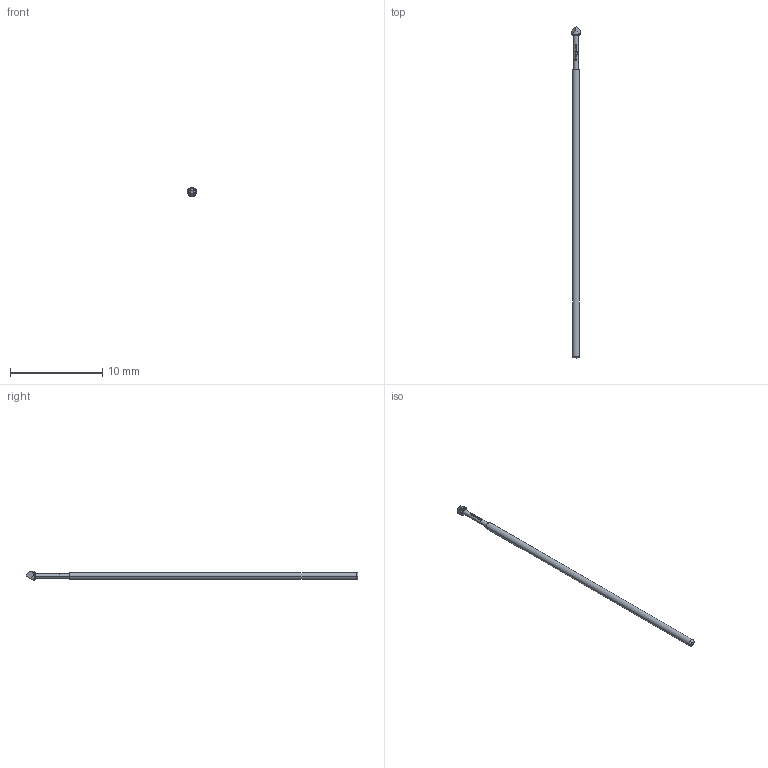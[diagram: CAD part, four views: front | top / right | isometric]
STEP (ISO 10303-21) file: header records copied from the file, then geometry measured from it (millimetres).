
FILE_DESCRIPTION (( 'STEP AP203' ), '1' );
FILE_NAME ('INGUN_UKS-051_307_100_A.STEP', '2022-05-19T07:30:40', ( 'ochi' ), ( '' ), 'SwSTEP 2.0', 'SolidWorks 2018', '' );
FILE_SCHEMA (( 'CONFIG_CONTROL_DESIGN' ));
Length unit declared in the file: millimetre
Products named in the file (1): INGUN_UKS-051_307_100_A
Bounding box: 1 x 36 x 1 mm (x, y, z)
Volume: 15 mm3; surface area: 83 mm2
Topology: 1 solids, 1 shells, 74 faces, 188 edges, 124 vertices
Faces by surface type: plane 36, bspline 22, cylinder 12, torus 2, cone 2
Entity records: 3117 total; most frequent: CARTESIAN_POINT 1624, ORIENTED_EDGE 376, EDGE_CURVE 188, B_SPLINE_CURVE_WITH_KNOTS 156, DIRECTION 149, VERTEX_POINT 124, EDGE_LOOP 82, FACE_OUTER_BOUND 74
